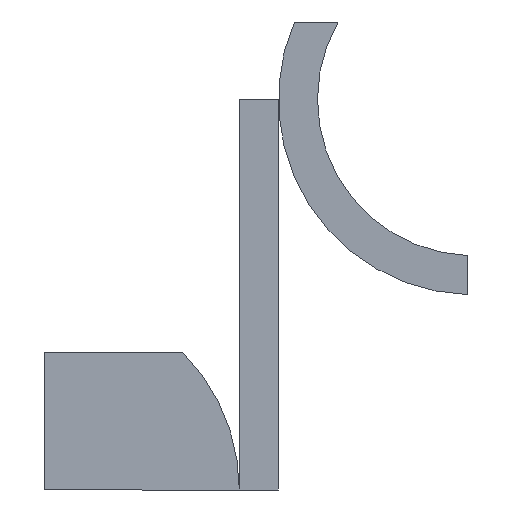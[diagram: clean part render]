
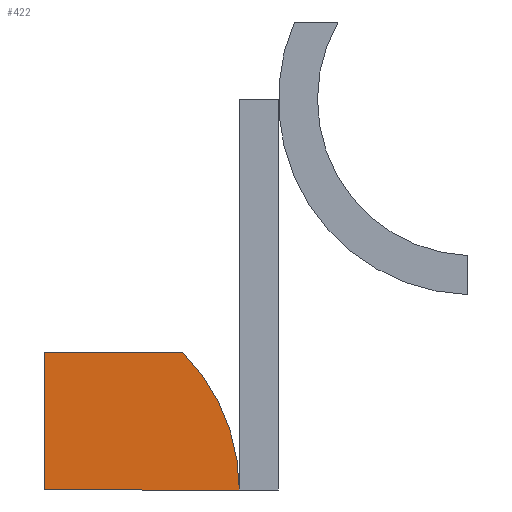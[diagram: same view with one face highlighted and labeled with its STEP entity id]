
A CAD part, left-side view. The second image highlights one B-rep face of the part: STEP entity #422.
In plain terms, the highlighted face is planar.
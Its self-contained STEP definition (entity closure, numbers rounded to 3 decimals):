
#83 = EDGE_CURVE ( 'NONE', #356, #371, #168, .T. ) ;
#85 = EDGE_CURVE ( 'NONE', #366, #356, #363, .T. ) ;
#86 = EDGE_CURVE ( 'NONE', #368, #366, #214, .T. ) ;
#106 = EDGE_CURVE ( 'NONE', #371, #368, #733, .T. ) ;
#147 = DIRECTION ( 'NONE',  ( 0., 0., 1. ) ) ;
#152 = CARTESIAN_POINT ( 'NONE',  ( -135.229, 60., -10. ) ) ;
#168 = LINE ( 'NONE', #217, #766 ) ;
#173 = DIRECTION ( 'NONE',  ( 0., -1., 0. ) ) ;
#184 = CARTESIAN_POINT ( 'NONE',  ( -100., 60., -10. ) ) ;
#212 = DIRECTION ( 'NONE',  ( -1., 0., 0. ) ) ;
#214 = LINE ( 'NONE', #184, #777 ) ;
#217 = CARTESIAN_POINT ( 'NONE',  ( -135.229, 60., -10. ) ) ;
#251 = EDGE_LOOP ( 'NONE', ( #275, #276, #277, #278 ) ) ;
#275 = ORIENTED_EDGE ( 'NONE', *, *, #83, .F. ) ;
#276 = ORIENTED_EDGE ( 'NONE', *, *, #85, .F. ) ;
#277 = ORIENTED_EDGE ( 'NONE', *, *, #86, .F. ) ;
#278 = ORIENTED_EDGE ( 'NONE', *, *, #106, .F. ) ;
#299 = DIRECTION ( 'NONE',  ( 1., 0., 0. ) ) ;
#310 = CARTESIAN_POINT ( 'NONE',  ( -100., 60., -10. ) ) ;
#332 = DIRECTION ( 'NONE',  ( 0., 1., 0. ) ) ;
#345 = CARTESIAN_POINT ( 'NONE',  ( -100., 60., -10. ) ) ;
#356 = VERTEX_POINT ( 'NONE', #152 ) ;
#363 = LINE ( 'NONE', #345, #774 ) ;
#366 = VERTEX_POINT ( 'NONE', #430 ) ;
#368 = VERTEX_POINT ( 'NONE', #431 ) ;
#371 = VERTEX_POINT ( 'NONE', #428 ) ;
#422 = ADVANCED_FACE ( 'NONE', ( #439 ), #443, .F. ) ;
#428 = CARTESIAN_POINT ( 'NONE',  ( -135.229, 24.519, -10. ) ) ;
#430 = CARTESIAN_POINT ( 'NONE',  ( -100., 60., -10. ) ) ;
#431 = CARTESIAN_POINT ( 'NONE',  ( -100., 10., -10. ) ) ;
#439 = FACE_OUTER_BOUND ( 'NONE', #251, .T. ) ;
#443 = PLANE ( 'NONE',  #811 ) ;
#447 = CARTESIAN_POINT ( 'NONE',  ( -100., 60., -10. ) ) ;
#448 = DIRECTION ( 'NONE',  ( 0., 0., 1. ) ) ;
#449 = DIRECTION ( 'NONE',  ( 1., 0., 0. ) ) ;
#729 = AXIS2_PLACEMENT_3D ( 'NONE', #310, #147, #299 ) ;
#733 = CIRCLE ( 'NONE', #729, 50. ) ;
#766 = VECTOR ( 'NONE', #173, 1000. ) ;
#774 = VECTOR ( 'NONE', #212, 1000. ) ;
#777 = VECTOR ( 'NONE', #332, 1000. ) ;
#811 = AXIS2_PLACEMENT_3D ( 'NONE', #447, #448, #449 ) ;
